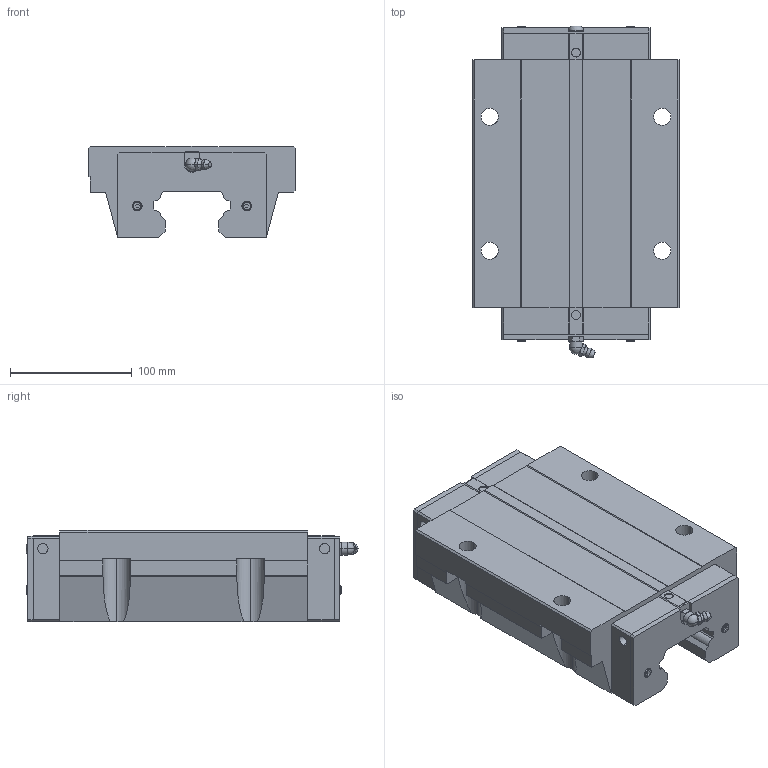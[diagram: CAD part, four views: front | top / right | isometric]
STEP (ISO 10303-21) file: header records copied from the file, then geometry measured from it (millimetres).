
FILE_DESCRIPTION(('STEP AP214'),'1');
FILE_NAME('cctmp_AA00A3E2-DF2F-482E-9A04-9209C30D64E8_2024_08_05_21_31_07_0652..stp','2024-08-05T19:31:07',('HIWIN GmbH'),('CADClick - www.CADClick.com'),'Spatial InterOp 3D',' ','unknown authorization');
FILE_SCHEMA(('AUTOMOTIVE_DESIGN'));
Length unit declared in the file: millimetre
Products named in the file (1): HGW65HCZ0C_FILE
Bounding box: 170 x 272.92 x 75 mm (x, y, z)
Volume: 2175696.2 mm3; surface area: 167708.1 mm2
Topology: 1 solids, 4 shells, 309 faces, 806 edges, 524 vertices
Faces by surface type: plane 203, cylinder 68, torus 22, cone 14, sphere 2
Entity records: 12116 total; most frequent: CARTESIAN_POINT 1938, ORIENTED_EDGE 1608, DIRECTION 1584, EDGE_CURVE 804, LINE 556, VECTOR 556, VERTEX_POINT 524, AXIS2_PLACEMENT_3D 514
